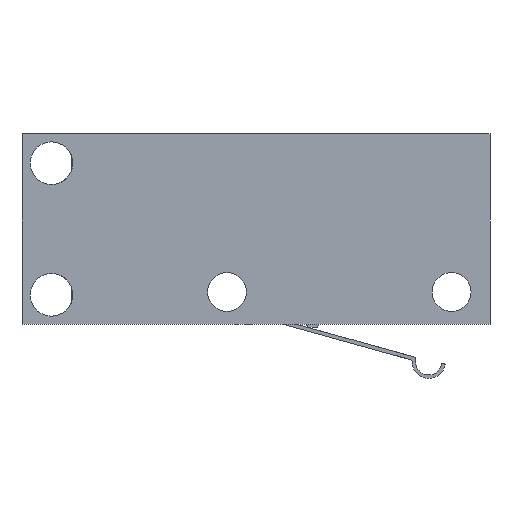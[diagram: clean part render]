
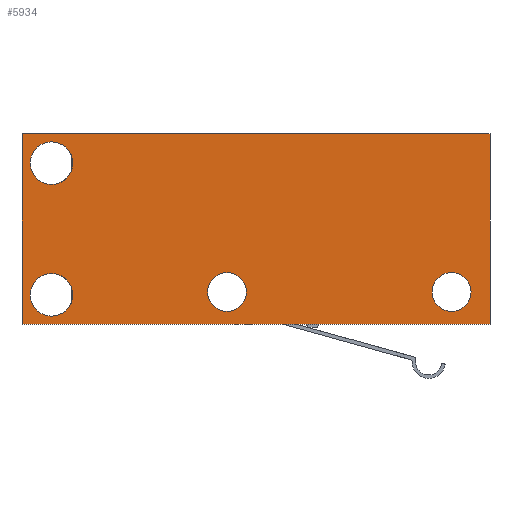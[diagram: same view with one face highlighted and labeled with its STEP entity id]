
A CAD part, front view. The second image highlights one B-rep face of the part: STEP entity #5934.
In plain terms, the highlighted planar face has unit normal (0, -1, 0).
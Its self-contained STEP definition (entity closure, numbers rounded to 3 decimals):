
#63 = CARTESIAN_POINT ( 'NONE',  ( 19.8, 0., 8.075 ) ) ;
#202 = DIRECTION ( 'NONE',  ( 0., 0., -1. ) ) ;
#210 = CARTESIAN_POINT ( 'NONE',  ( -17.3, 0., -5.575 ) ) ;
#243 = ORIENTED_EDGE ( 'NONE', *, *, #3652, .F. ) ;
#438 = CARTESIAN_POINT ( 'NONE',  ( -2.45, 0., -5.325 ) ) ;
#444 = DIRECTION ( 'NONE',  ( -1., 0., 0. ) ) ;
#449 = VECTOR ( 'NONE', #202, 1000. ) ;
#463 = CIRCLE ( 'NONE', #3787, 1.8 ) ;
#600 = ORIENTED_EDGE ( 'NONE', *, *, #680, .T. ) ;
#622 = EDGE_CURVE ( 'NONE', #3988, #1191, #738, .T. ) ;
#651 = CARTESIAN_POINT ( 'NONE',  ( -2.45, 0., -6.975 ) ) ;
#669 = ORIENTED_EDGE ( 'NONE', *, *, #5226, .T. ) ;
#680 = EDGE_CURVE ( 'NONE', #4000, #1490, #5704, .T. ) ;
#738 = CIRCLE ( 'NONE', #5623, 1.65 ) ;
#863 = CARTESIAN_POINT ( 'NONE',  ( -19.8, 0., -8.075 ) ) ;
#865 = VECTOR ( 'NONE', #1294, 1000. ) ;
#895 = AXIS2_PLACEMENT_3D ( 'NONE', #3272, #3224, #3210 ) ;
#969 = EDGE_CURVE ( 'NONE', #6374, #4480, #5419, .T. ) ;
#1085 = CARTESIAN_POINT ( 'NONE',  ( -17.3, 0., -7.375 ) ) ;
#1125 = CARTESIAN_POINT ( 'NONE',  ( -19.8, 0., 8.075 ) ) ;
#1190 = CARTESIAN_POINT ( 'NONE',  ( -17.3, 0., 5.575 ) ) ;
#1191 = VERTEX_POINT ( 'NONE', #2366 ) ;
#1248 = DIRECTION ( 'NONE',  ( 0., 1., 0. ) ) ;
#1254 = ORIENTED_EDGE ( 'NONE', *, *, #969, .F. ) ;
#1294 = DIRECTION ( 'NONE',  ( 1., 0., 0. ) ) ;
#1349 = VERTEX_POINT ( 'NONE', #3956 ) ;
#1412 = DIRECTION ( 'NONE',  ( 0., 1., 0. ) ) ;
#1490 = VERTEX_POINT ( 'NONE', #651 ) ;
#1494 = EDGE_CURVE ( 'NONE', #4480, #2446, #4058, .T. ) ;
#1591 = EDGE_LOOP ( 'NONE', ( #2205, #669 ) ) ;
#1616 = AXIS2_PLACEMENT_3D ( 'NONE', #3090, #5065, #6081 ) ;
#1620 = CIRCLE ( 'NONE', #2471, 1.65 ) ;
#1707 = CARTESIAN_POINT ( 'NONE',  ( -17.3, 0., 3.775 ) ) ;
#1742 = DIRECTION ( 'NONE',  ( 0., 0., 1. ) ) ;
#1779 = LINE ( 'NONE', #3359, #5220 ) ;
#1873 = CARTESIAN_POINT ( 'NONE',  ( -17.3, 0., -3.775 ) ) ;
#2130 = EDGE_LOOP ( 'NONE', ( #243, #3548, #2187, #1254 ) ) ;
#2187 = ORIENTED_EDGE ( 'NONE', *, *, #1494, .F. ) ;
#2205 = ORIENTED_EDGE ( 'NONE', *, *, #3842, .T. ) ;
#2217 = DIRECTION ( 'NONE',  ( 0., 1., 0. ) ) ;
#2366 = CARTESIAN_POINT ( 'NONE',  ( 16.55, 0., -6.975 ) ) ;
#2446 = VERTEX_POINT ( 'NONE', #4754 ) ;
#2471 = AXIS2_PLACEMENT_3D ( 'NONE', #5936, #5438, #4358 ) ;
#2478 = EDGE_CURVE ( 'NONE', #3200, #4221, #5337, .T. ) ;
#2512 = CIRCLE ( 'NONE', #1616, 1.8 ) ;
#2558 = FACE_OUTER_BOUND ( 'NONE', #2130, .T. ) ;
#2583 = VERTEX_POINT ( 'NONE', #3339 ) ;
#2702 = AXIS2_PLACEMENT_3D ( 'NONE', #2940, #2895, #6470 ) ;
#2895 = DIRECTION ( 'NONE',  ( 0., 1., 0. ) ) ;
#2926 = EDGE_CURVE ( 'NONE', #4221, #3200, #463, .T. ) ;
#2940 = CARTESIAN_POINT ( 'NONE',  ( -2.45, 0., -5.325 ) ) ;
#2950 = VERTEX_POINT ( 'NONE', #1707 ) ;
#3090 = CARTESIAN_POINT ( 'NONE',  ( -17.3, 0., 5.575 ) ) ;
#3200 = VERTEX_POINT ( 'NONE', #1085 ) ;
#3210 = DIRECTION ( 'NONE',  ( 0., 0., 1. ) ) ;
#3224 = DIRECTION ( 'NONE',  ( 0., 1., 0. ) ) ;
#3233 = FACE_BOUND ( 'NONE', #5957, .T. ) ;
#3255 = CIRCLE ( 'NONE', #4254, 1.8 ) ;
#3272 = CARTESIAN_POINT ( 'NONE',  ( -17.3, 0., -5.575 ) ) ;
#3309 = DIRECTION ( 'NONE',  ( 0., 0., 1. ) ) ;
#3323 = FACE_BOUND ( 'NONE', #1591, .T. ) ;
#3339 = CARTESIAN_POINT ( 'NONE',  ( -19.8, 0., -8.075 ) ) ;
#3359 = CARTESIAN_POINT ( 'NONE',  ( -19.8, 0., -8.075 ) ) ;
#3379 = AXIS2_PLACEMENT_3D ( 'NONE', #438, #5428, #4351 ) ;
#3425 = LINE ( 'NONE', #863, #3433 ) ;
#3433 = VECTOR ( 'NONE', #3884, 1000. ) ;
#3448 = CARTESIAN_POINT ( 'NONE',  ( 16.55, 0., -5.325 ) ) ;
#3457 = EDGE_LOOP ( 'NONE', ( #5721, #4159 ) ) ;
#3490 = FACE_BOUND ( 'NONE', #6368, .T. ) ;
#3548 = ORIENTED_EDGE ( 'NONE', *, *, #3630, .F. ) ;
#3630 = EDGE_CURVE ( 'NONE', #2446, #2583, #1779, .T. ) ;
#3652 = EDGE_CURVE ( 'NONE', #2583, #6374, #3425, .T. ) ;
#3787 = AXIS2_PLACEMENT_3D ( 'NONE', #210, #2217, #4113 ) ;
#3799 = FACE_BOUND ( 'NONE', #3457, .T. ) ;
#3842 = EDGE_CURVE ( 'NONE', #2950, #1349, #2512, .T. ) ;
#3884 = DIRECTION ( 'NONE',  ( 0., 0., 1. ) ) ;
#3956 = CARTESIAN_POINT ( 'NONE',  ( -17.3, 0., 7.375 ) ) ;
#3988 = VERTEX_POINT ( 'NONE', #5262 ) ;
#4000 = VERTEX_POINT ( 'NONE', #5237 ) ;
#4058 = LINE ( 'NONE', #5654, #449 ) ;
#4113 = DIRECTION ( 'NONE',  ( 0., 0., 1. ) ) ;
#4137 = CIRCLE ( 'NONE', #3379, 1.65 ) ;
#4159 = ORIENTED_EDGE ( 'NONE', *, *, #622, .T. ) ;
#4221 = VERTEX_POINT ( 'NONE', #1873 ) ;
#4254 = AXIS2_PLACEMENT_3D ( 'NONE', #1190, #1248, #1742 ) ;
#4276 = EDGE_CURVE ( 'NONE', #1490, #4000, #4137, .T. ) ;
#4351 = DIRECTION ( 'NONE',  ( 0., 0., 1. ) ) ;
#4358 = DIRECTION ( 'NONE',  ( 0., 0., 1. ) ) ;
#4403 = ORIENTED_EDGE ( 'NONE', *, *, #4276, .T. ) ;
#4480 = VERTEX_POINT ( 'NONE', #63 ) ;
#4754 = CARTESIAN_POINT ( 'NONE',  ( 19.8, 0., -8.075 ) ) ;
#4773 = ORIENTED_EDGE ( 'NONE', *, *, #2926, .T. ) ;
#5065 = DIRECTION ( 'NONE',  ( 0., 1., 0. ) ) ;
#5220 = VECTOR ( 'NONE', #444, 1000. ) ;
#5226 = EDGE_CURVE ( 'NONE', #1349, #2950, #3255, .T. ) ;
#5237 = CARTESIAN_POINT ( 'NONE',  ( -2.45, 0., -3.675 ) ) ;
#5262 = CARTESIAN_POINT ( 'NONE',  ( 16.55, 0., -3.675 ) ) ;
#5337 = CIRCLE ( 'NONE', #895, 1.8 ) ;
#5361 = CARTESIAN_POINT ( 'NONE',  ( 0., 0., 0. ) ) ;
#5419 = LINE ( 'NONE', #6258, #865 ) ;
#5428 = DIRECTION ( 'NONE',  ( 0., 1., 0. ) ) ;
#5438 = DIRECTION ( 'NONE',  ( 0., 1., 0. ) ) ;
#5623 = AXIS2_PLACEMENT_3D ( 'NONE', #3448, #1412, #5942 ) ;
#5633 = EDGE_CURVE ( 'NONE', #1191, #3988, #1620, .T. ) ;
#5654 = CARTESIAN_POINT ( 'NONE',  ( 19.8, 0., -8.075 ) ) ;
#5704 = CIRCLE ( 'NONE', #2702, 1.65 ) ;
#5721 = ORIENTED_EDGE ( 'NONE', *, *, #5633, .T. ) ;
#5876 = DIRECTION ( 'NONE',  ( 0., 1., 0. ) ) ;
#5934 = ADVANCED_FACE ( 'NONE', ( #2558, #3490, #3323, #3233, #3799 ), #6315, .F. ) ;
#5936 = CARTESIAN_POINT ( 'NONE',  ( 16.55, 0., -5.325 ) ) ;
#5942 = DIRECTION ( 'NONE',  ( 0., 0., 1. ) ) ;
#5957 = EDGE_LOOP ( 'NONE', ( #4403, #600 ) ) ;
#6051 = ORIENTED_EDGE ( 'NONE', *, *, #2478, .T. ) ;
#6081 = DIRECTION ( 'NONE',  ( 0., 0., 1. ) ) ;
#6258 = CARTESIAN_POINT ( 'NONE',  ( -19.8, 0., 8.075 ) ) ;
#6290 = AXIS2_PLACEMENT_3D ( 'NONE', #5361, #5876, #3309 ) ;
#6315 = PLANE ( 'NONE',  #6290 ) ;
#6368 = EDGE_LOOP ( 'NONE', ( #6051, #4773 ) ) ;
#6374 = VERTEX_POINT ( 'NONE', #1125 ) ;
#6470 = DIRECTION ( 'NONE',  ( 0., 0., 1. ) ) ;
